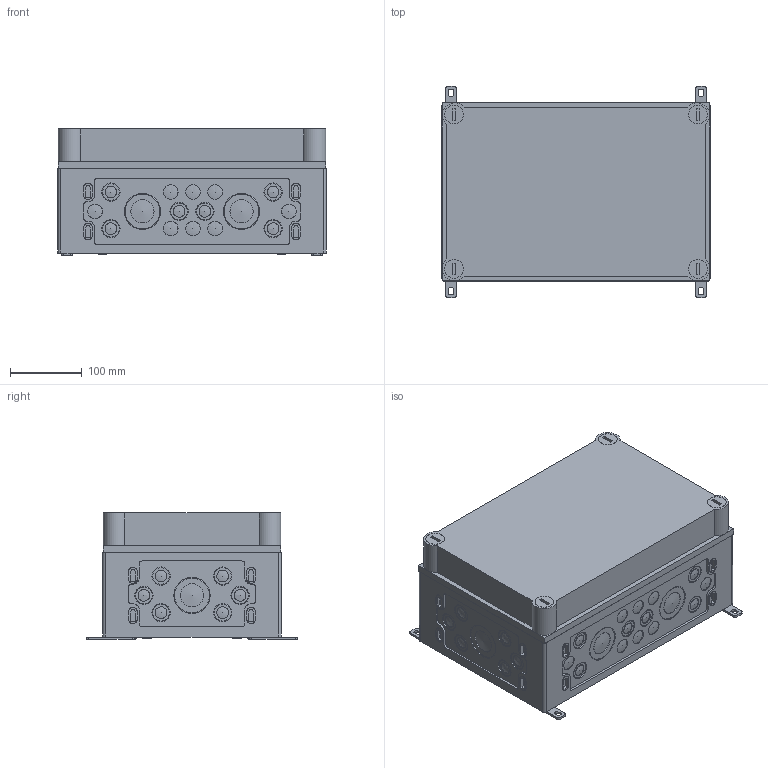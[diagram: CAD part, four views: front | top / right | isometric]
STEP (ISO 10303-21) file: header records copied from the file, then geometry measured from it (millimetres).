
FILE_DESCRIPTION( ( 'STEP AP214' ), '1' );
FILE_NAME( 'ci43e_150_apz.stp', '2021-04-20T12:24:23', ( 'License CC BY-ND 4.0' ), ( 'CADENAS' ), ' ', 'PARTsolutions', ' ' );
FILE_SCHEMA( ( 'AUTOMOTIVE_DESIGN { 1 0 10303 214 1 1 1 1 }' ) );
Length unit declared in the file: millimetre
Products named in the file (5): 194606; _0064896_P; _036168_P1; _038560_P; _193445_P
Assembly tree (7 placements, depth 2):
  194606
    _0064896_P
    _036168_P1  x4
    _038560_P
    _193445_P
Bounding box: 375 x 294.51 x 176.1 mm (x, y, z)
Volume: 1865242 mm3; surface area: 1012494.7 mm2
Topology: 7 solids, 7 shells, 2162 faces, 5677 edges, 3762 vertices
Faces by surface type: plane 1194, cylinder 798, cone 82, sphere 34, torus 34, bspline 20
Full cylindrical faces by diameter (mm): 3.3 x210, 3.85 x42, 6 x12, 6.8 x4, 8 x4, 9.5 x4, 11.2 x4, 12 x8, 26 x4, 32.3 x6
Entity records: 78855 total; most frequent: CARTESIAN_POINT 11057, DIRECTION 10785, ORIENTED_EDGE 9778, EDGE_CURVE 4889, AXIS2_PLACEMENT_3D 3862, VERTEX_POINT 3558, EDGE_LOOP 3153, LINE 3061
